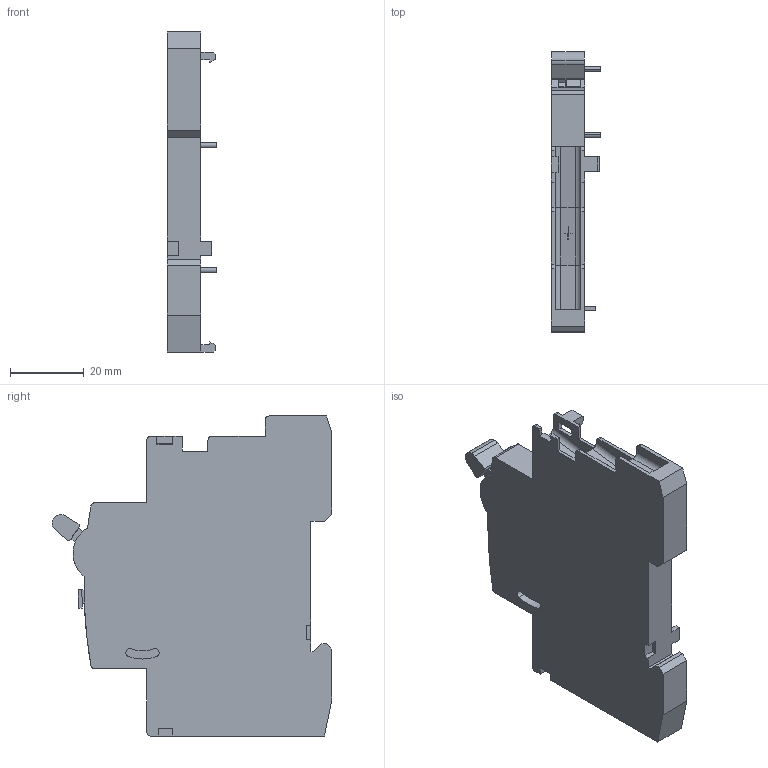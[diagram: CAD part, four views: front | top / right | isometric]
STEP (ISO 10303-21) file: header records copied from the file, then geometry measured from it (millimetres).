
FILE_DESCRIPTION (( 'STEP AP203' ), '1' );
FILE_NAME ('Êîíòàêò ñèãíàëüíûé AV-SD EKF AVERES (av-sd-averes).STEP', '2022-06-06T12:29:40', ( '' ), ( '' ), 'SwSTEP 2.0', 'SolidWorks 2021', '' );
FILE_SCHEMA (( 'CONFIG_CONTROL_DESIGN' ));
Length unit declared in the file: millimetre
Products named in the file (1): Êîíòàêò ñèãíàëüíûé AV-SD EKF AVERES (av-sd-averes)
Bounding box: 13.3 x 75.64 x 86.5 mm (x, y, z)
Volume: 40267.1 mm3; surface area: 14314.2 mm2
Topology: 1 solids, 1 shells, 254 faces, 679 edges, 432 vertices
Faces by surface type: plane 203, cylinder 51
Entity records: 7880 total; most frequent: CARTESIAN_POINT 1390, ORIENTED_EDGE 1358, DIRECTION 1309, EDGE_CURVE 679, VECTOR 543, LINE 543, VERTEX_POINT 432, AXIS2_PLACEMENT_3D 383
